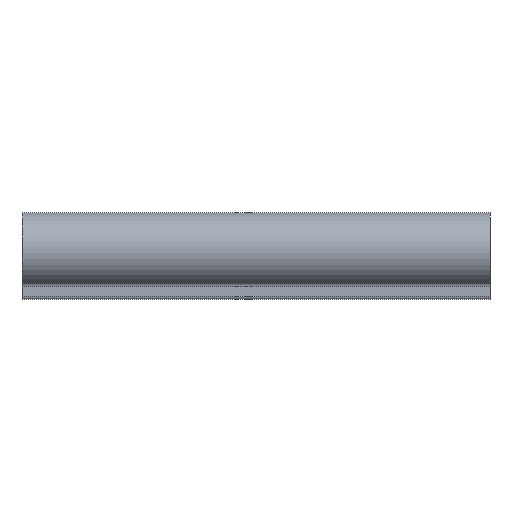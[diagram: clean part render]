
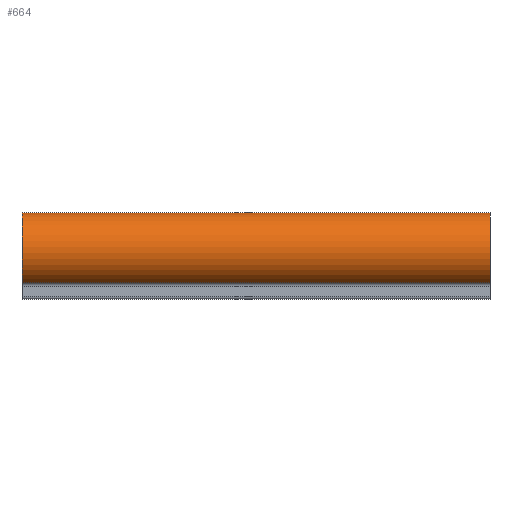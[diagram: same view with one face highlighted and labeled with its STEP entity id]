
A CAD part, left-side view. The second image highlights one B-rep face of the part: STEP entity #664.
In plain terms, the highlighted cylindrical face has radius 8 mm (diameter 16 mm), a partial arc.
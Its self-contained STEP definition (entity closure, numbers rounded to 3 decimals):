
#17=CYLINDRICAL_SURFACE('',#722,8.);
#38=FACE_OUTER_BOUND('',#74,.T.);
#74=EDGE_LOOP('',(#477,#478,#479,#480));
#128=CIRCLE('',#721,8.);
#129=CIRCLE('',#723,8.);
#163=LINE('',#1067,#225);
#164=LINE('',#1068,#226);
#225=VECTOR('',#839,100.);
#226=VECTOR('',#840,100.);
#274=VERTEX_POINT('',#996);
#306=VERTEX_POINT('',#1060);
#307=VERTEX_POINT('',#1064);
#308=VERTEX_POINT('',#1065);
#374=EDGE_CURVE('',#274,#306,#128,.T.);
#375=EDGE_CURVE('',#307,#308,#129,.T.);
#376=EDGE_CURVE('',#274,#307,#163,.T.);
#377=EDGE_CURVE('',#306,#308,#164,.T.);
#477=ORIENTED_EDGE('',*,*,#375,.F.);
#478=ORIENTED_EDGE('',*,*,#376,.F.);
#479=ORIENTED_EDGE('',*,*,#374,.T.);
#480=ORIENTED_EDGE('',*,*,#377,.T.);
#664=ADVANCED_FACE('',(#38),#17,.T.);
#721=AXIS2_PLACEMENT_3D('',#1062,#833,#834);
#722=AXIS2_PLACEMENT_3D('',#1063,#835,#836);
#723=AXIS2_PLACEMENT_3D('',#1066,#837,#838);
#833=DIRECTION('center_axis',(0.,-1.,0.));
#834=DIRECTION('ref_axis',(0.,0.,1.));
#835=DIRECTION('center_axis',(0.,-1.,0.));
#836=DIRECTION('ref_axis',(-0.967,0.,0.254));
#837=DIRECTION('center_axis',(0.,-1.,0.));
#838=DIRECTION('ref_axis',(0.,0.,1.));
#839=DIRECTION('',(0.,-1.,0.));
#840=DIRECTION('',(0.,-1.,0.));
#996=CARTESIAN_POINT('',(-5.5,50.,8.));
#1060=CARTESIAN_POINT('',(-9.433,50.,-6.966));
#1062=CARTESIAN_POINT('Origin',(-5.5,50.,0.));
#1063=CARTESIAN_POINT('Origin',(-5.5,50.,0.));
#1064=CARTESIAN_POINT('',(-5.5,-50.,8.));
#1065=CARTESIAN_POINT('',(-9.433,-50.,-6.966));
#1066=CARTESIAN_POINT('Origin',(-5.5,-50.,0.));
#1067=CARTESIAN_POINT('',(-5.5,50.,8.));
#1068=CARTESIAN_POINT('',(-9.433,50.,-6.966));
